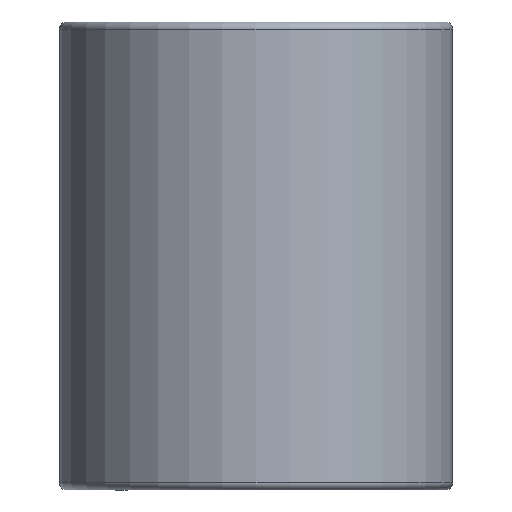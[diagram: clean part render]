
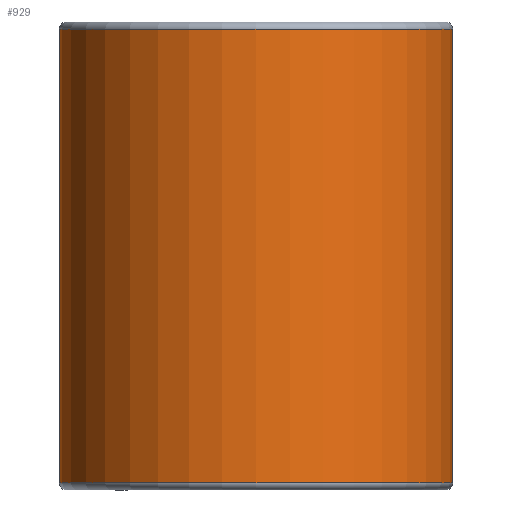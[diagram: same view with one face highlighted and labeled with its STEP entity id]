
A CAD part, front view. The second image highlights one B-rep face of the part: STEP entity #929.
In plain terms, the highlighted cylindrical face has radius 10.668 mm (diameter 21.336 mm), a partial arc.
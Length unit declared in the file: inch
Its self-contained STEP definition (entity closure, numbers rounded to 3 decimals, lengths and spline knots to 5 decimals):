
#14 = AXIS2_PLACEMENT_3D ( 'NONE', #3595, #2641, #1760 ) ;
#61 = CYLINDRICAL_SURFACE ( 'NONE', #14, 0.42 ) ;
#89 = ORIENTED_EDGE ( 'NONE', *, *, #2877, .F. ) ;
#134 = VERTEX_POINT ( 'NONE', #432 ) ;
#210 = EDGE_LOOP ( 'NONE', ( #89, #622, #1021, #2400 ) ) ;
#247 = VERTEX_POINT ( 'NONE', #5463 ) ;
#427 = VECTOR ( 'NONE', #3708, 39.37008 ) ;
#432 = CARTESIAN_POINT ( 'NONE',  ( -0.42, 0., 0.485 ) ) ;
#622 = ORIENTED_EDGE ( 'NONE', *, *, #1146, .T. ) ;
#929 = ADVANCED_FACE ( 'NONE', ( #2654 ), #61, .T. ) ;
#1021 = ORIENTED_EDGE ( 'NONE', *, *, #1233, .T. ) ;
#1146 = EDGE_CURVE ( 'NONE', #5501, #134, #4350, .T. ) ;
#1233 = EDGE_CURVE ( 'NONE', #134, #247, #3093, .T. ) ;
#1676 = CARTESIAN_POINT ( 'NONE',  ( 0., 0., -0.485 ) ) ;
#1760 = DIRECTION ( 'NONE',  ( -1., 0., 0. ) ) ;
#1911 = AXIS2_PLACEMENT_3D ( 'NONE', #2187, #3157, #3640 ) ;
#2002 = CARTESIAN_POINT ( 'NONE',  ( 0.42, 0., -0.485 ) ) ;
#2187 = CARTESIAN_POINT ( 'NONE',  ( 0., 0., 0.485 ) ) ;
#2271 = CIRCLE ( 'NONE', #3623, 0.42 ) ;
#2400 = ORIENTED_EDGE ( 'NONE', *, *, #2651, .T. ) ;
#2641 = DIRECTION ( 'NONE',  ( 0., 0., -1. ) ) ;
#2651 = EDGE_CURVE ( 'NONE', #247, #4433, #2271, .T. ) ;
#2654 = FACE_OUTER_BOUND ( 'NONE', #210, .T. ) ;
#2877 = EDGE_CURVE ( 'NONE', #5501, #4433, #3744, .T. ) ;
#3093 = LINE ( 'NONE', #3273, #427 ) ;
#3136 = DIRECTION ( 'NONE',  ( 1., 0., 0. ) ) ;
#3157 = DIRECTION ( 'NONE',  ( 0., 0., -1. ) ) ;
#3273 = CARTESIAN_POINT ( 'NONE',  ( -0.42, 0., 0.5 ) ) ;
#3451 = VECTOR ( 'NONE', #3712, 39.37008 ) ;
#3595 = CARTESIAN_POINT ( 'NONE',  ( 0., 0., 0.5 ) ) ;
#3623 = AXIS2_PLACEMENT_3D ( 'NONE', #1676, #5960, #3136 ) ;
#3640 = DIRECTION ( 'NONE',  ( 1., 0., 0. ) ) ;
#3708 = DIRECTION ( 'NONE',  ( 0., 0., -1. ) ) ;
#3712 = DIRECTION ( 'NONE',  ( 0., 0., -1. ) ) ;
#3744 = LINE ( 'NONE', #5594, #3451 ) ;
#4350 = CIRCLE ( 'NONE', #1911, 0.42 ) ;
#4433 = VERTEX_POINT ( 'NONE', #2002 ) ;
#4459 = CARTESIAN_POINT ( 'NONE',  ( 0.42, 0., 0.485 ) ) ;
#5463 = CARTESIAN_POINT ( 'NONE',  ( -0.42, 0., -0.485 ) ) ;
#5501 = VERTEX_POINT ( 'NONE', #4459 ) ;
#5594 = CARTESIAN_POINT ( 'NONE',  ( 0.42, 0., 0.5 ) ) ;
#5960 = DIRECTION ( 'NONE',  ( 0., 0., 1. ) ) ;
